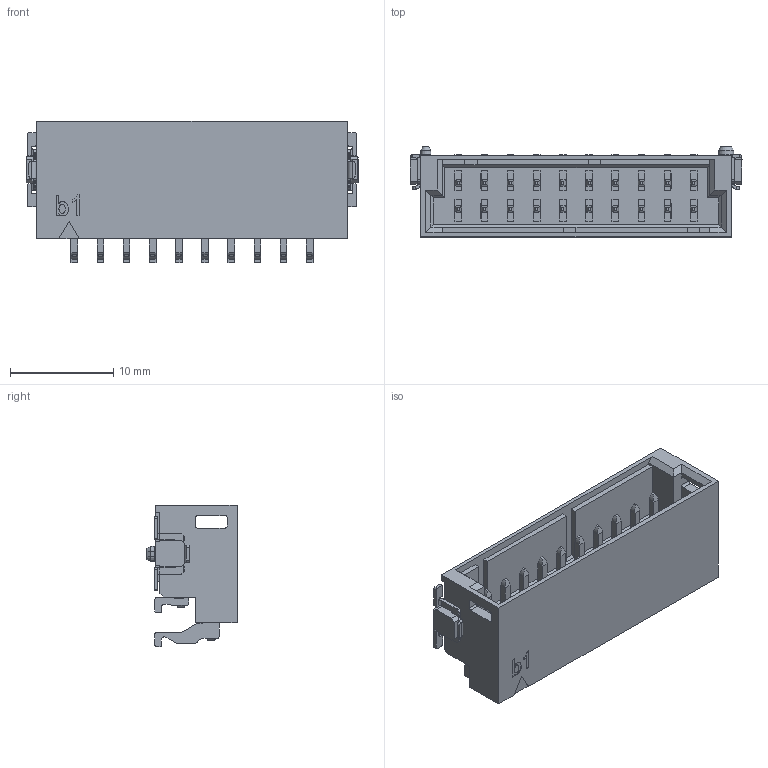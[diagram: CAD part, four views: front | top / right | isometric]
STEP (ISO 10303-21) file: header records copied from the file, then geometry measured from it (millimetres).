
FILE_DESCRIPTION( ('This file contains a STEP AP42 implementation' ,'as created by ZW3D STEP Interface translator.') ,'2;1' );
FILE_NAME( '3915-P20-2ZXXWDXR1.stp' ,'23 9 1.1431 9', (''), ('ZWCAD Software Co.'), 'Version 1.0', 'ZW3D to STEP translator', '' );
FILE_SCHEMA(('AUTOMOTIVE_DESIGN { 1 0 10303 214 1 1 1 1 }'));
Length unit declared in the file: millimetre
Products named in the file (6): 0; M20-90-ASM; M20-90-housing.Z3PRT; 嫉諶6.25_180_3; short-90-Terminal; LONG-90-Terminal
Assembly tree (23 placements, depth 2):
  0
  M20-90-ASM
    M20-90-housing.Z3PRT
    嫉諶6.25_180_3  x2
    short-90-Terminal  x10
    LONG-90-Terminal  x10
Bounding box: 32.22 x 8.74 x 13.7 mm (x, y, z)
Volume: 1307.5 mm3; surface area: 3628.5 mm2
Topology: 23 solids, 23 shells, 1802 faces, 4849 edges, 3148 vertices
Faces by surface type: plane 1310, cylinder 472, bspline 14, cone 6
Full cylindrical faces by diameter (mm): 1.5 x1
Entity records: 30390 total; most frequent: CARTESIAN_POINT 6839, ORIENTED_EDGE 4870, DIRECTION 4315, EDGE_CURVE 2435, VECTOR 1735, LINE 1735, VERTEX_POINT 1578, AXIS2_PLACEMENT_3D 1290
